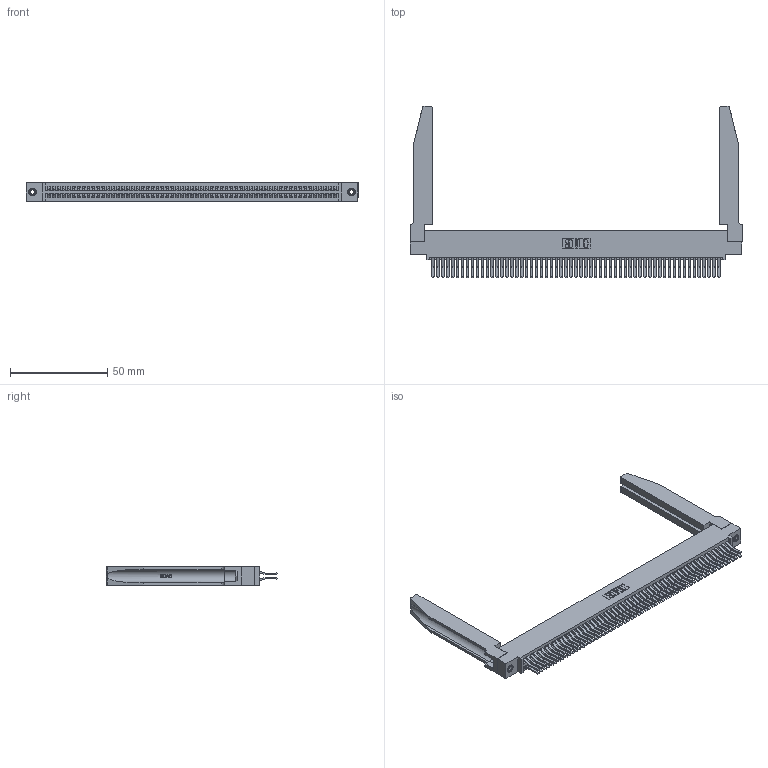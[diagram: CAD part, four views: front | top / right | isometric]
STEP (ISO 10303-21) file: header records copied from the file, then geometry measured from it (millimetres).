
FILE_DESCRIPTION (( 'STEP AP203' ), '1' );
FILE_NAME ('395-118-560-578.STEP', '2019-10-28T03:24:45', ( '' ), ( '' ), 'SwSTEP 2.0', 'SolidWorks 2016', '' );
FILE_SCHEMA (( 'CONFIG_CONTROL_DESIGN' ));
Length unit declared in the file: inch
Products named in the file (5): 345 Part_0.110 Offset - 0.156 Dia-TH; 345-292-001_560 Tail; 345-250-001_345-250-001-102; 345-220-078_345-220-078; 395-118-560-578
Assembly tree (123 placements, depth 2):
  395-118-560-578
    345 Part_0.110 Offset - 0.156 Dia-TH
    345-292-001_560 Tail  x118
    345-250-001_345-250-001-102  x2
    345-220-078_345-220-078  x2
Bounding box: 171.09 x 88.2 x 9.4 mm (x, y, z)
Volume: 25248.6 mm3; surface area: 35085.4 mm2
Topology: 123 solids, 123 shells, 6500 faces, 19251 edges, 12666 vertices
Faces by surface type: plane 4120, cylinder 2328, bspline 36, cone 12, torus 4
Entity records: 48964 total; most frequent: CARTESIAN_POINT 9111, ORIENTED_EDGE 7942, DIRECTION 7009, EDGE_CURVE 3971, LINE 3505, VECTOR 3505, VERTEX_POINT 2640, AXIS2_PLACEMENT_3D 1752
